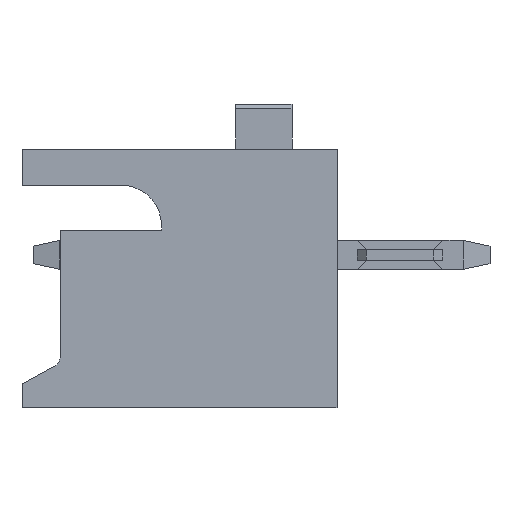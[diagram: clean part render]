
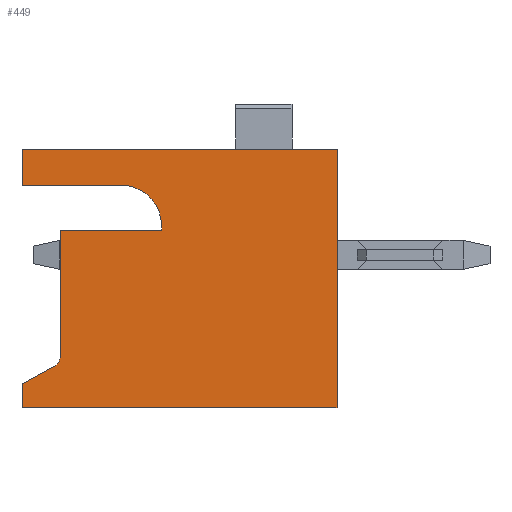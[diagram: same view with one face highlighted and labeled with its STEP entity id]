
A CAD part, left-side view. The second image highlights one B-rep face of the part: STEP entity #449.
In plain terms, the highlighted planar face has unit normal (-1, 0, 0).
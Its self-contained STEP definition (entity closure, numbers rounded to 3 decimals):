
#97 = EDGE_CURVE ( 'NONE', #3616, #1907, #603, .T. ) ;
#112 = CARTESIAN_POINT ( 'NONE',  ( -3.7, 3.5, 2.875 ) ) ;
#150 = VERTEX_POINT ( 'NONE', #4060 ) ;
#333 = EDGE_CURVE ( 'NONE', #1839, #2433, #3844, .T. ) ;
#416 = CARTESIAN_POINT ( 'NONE',  ( -3.7, 1.3, 1.175 ) ) ;
#449 = ADVANCED_FACE ( 'NONE', ( #3822 ), #5270, .F. ) ;
#476 = DIRECTION ( 'NONE',  ( 0., -1., 0. ) ) ;
#549 = CARTESIAN_POINT ( 'NONE',  ( -3.7, 1.3, 2.075 ) ) ;
#603 = LINE ( 'NONE', #825, #3384 ) ;
#625 = DIRECTION ( 'NONE',  ( 0., 0., -1. ) ) ;
#636 = VECTOR ( 'NONE', #4368, 1000. ) ;
#667 = EDGE_CURVE ( 'NONE', #4613, #1266, #5177, .T. ) ;
#762 = EDGE_CURVE ( 'NONE', #1266, #3616, #4462, .T. ) ;
#791 = CARTESIAN_POINT ( 'NONE',  ( -3.7, 2.9, -1.727 ) ) ;
#805 = ORIENTED_EDGE ( 'NONE', *, *, #2068, .T. ) ;
#825 = CARTESIAN_POINT ( 'NONE',  ( -3.7, 2.78, -1.946 ) ) ;
#854 = AXIS2_PLACEMENT_3D ( 'NONE', #3468, #1556, #625 ) ;
#855 = CARTESIAN_POINT ( 'NONE',  ( -3.7, 2.65, 1.075 ) ) ;
#937 = VECTOR ( 'NONE', #1133, 1000. ) ;
#1089 = VECTOR ( 'NONE', #3860, 1000. ) ;
#1133 = DIRECTION ( 'NONE',  ( 0., 0., -1. ) ) ;
#1159 = ORIENTED_EDGE ( 'NONE', *, *, #1572, .T. ) ;
#1219 = DIRECTION ( 'NONE',  ( 0., 0., -1. ) ) ;
#1222 = CARTESIAN_POINT ( 'NONE',  ( -3.7, 0.4, 1.175 ) ) ;
#1266 = VERTEX_POINT ( 'NONE', #3295 ) ;
#1289 = EDGE_CURVE ( 'NONE', #2507, #4613, #2239, .T. ) ;
#1310 = CARTESIAN_POINT ( 'NONE',  ( -3.7, 0.4, 1.075 ) ) ;
#1313 = DIRECTION ( 'NONE',  ( 1., 0., 0. ) ) ;
#1391 = CARTESIAN_POINT ( 'NONE',  ( -3.7, 3.5, 2.075 ) ) ;
#1407 = EDGE_CURVE ( 'NONE', #5666, #2507, #2688, .T. ) ;
#1518 = CARTESIAN_POINT ( 'NONE',  ( -3.7, 3.5, -2.34 ) ) ;
#1556 = DIRECTION ( 'NONE',  ( 1., 0., 0. ) ) ;
#1572 = EDGE_CURVE ( 'NONE', #1829, #4242, #4448, .T. ) ;
#1719 = CARTESIAN_POINT ( 'NONE',  ( -3.7, 2.78, -1.946 ) ) ;
#1741 = CARTESIAN_POINT ( 'NONE',  ( -3.7, 3.5, 2.075 ) ) ;
#1829 = VERTEX_POINT ( 'NONE', #5508 ) ;
#1839 = VERTEX_POINT ( 'NONE', #3224 ) ;
#1885 = DIRECTION ( 'NONE',  ( 0., 0., -1. ) ) ;
#1907 = VERTEX_POINT ( 'NONE', #1518 ) ;
#1919 = DIRECTION ( 'NONE',  ( 1., 0., 0. ) ) ;
#2050 = ORIENTED_EDGE ( 'NONE', *, *, #1407, .T. ) ;
#2068 = EDGE_CURVE ( 'NONE', #5305, #5666, #5779, .T. ) ;
#2075 = LINE ( 'NONE', #4842, #937 ) ;
#2096 = VECTOR ( 'NONE', #3122, 1000. ) ;
#2199 = CARTESIAN_POINT ( 'NONE',  ( -3.7, 3.5, 2.875 ) ) ;
#2239 = LINE ( 'NONE', #1310, #3946 ) ;
#2292 = CARTESIAN_POINT ( 'NONE',  ( -3.7, 2.65, 1.075 ) ) ;
#2314 = ORIENTED_EDGE ( 'NONE', *, *, #3307, .T. ) ;
#2344 = DIRECTION ( 'NONE',  ( 0., 1., 0. ) ) ;
#2433 = VERTEX_POINT ( 'NONE', #1741 ) ;
#2507 = VERTEX_POINT ( 'NONE', #2598 ) ;
#2537 = LINE ( 'NONE', #3881, #1089 ) ;
#2581 = VECTOR ( 'NONE', #3811, 1000. ) ;
#2598 = CARTESIAN_POINT ( 'NONE',  ( -3.7, 0.4, 1.075 ) ) ;
#2688 = LINE ( 'NONE', #1222, #4528 ) ;
#2750 = VECTOR ( 'NONE', #1219, 1000. ) ;
#2871 = ORIENTED_EDGE ( 'NONE', *, *, #5545, .F. ) ;
#2899 = LINE ( 'NONE', #1391, #5311 ) ;
#3122 = DIRECTION ( 'NONE',  ( 0., 0., -1. ) ) ;
#3224 = CARTESIAN_POINT ( 'NONE',  ( -3.7, 3.5, 2.875 ) ) ;
#3295 = CARTESIAN_POINT ( 'NONE',  ( -3.7, 2.65, -1.727 ) ) ;
#3307 = EDGE_CURVE ( 'NONE', #2433, #5305, #2899, .T. ) ;
#3384 = VECTOR ( 'NONE', #5427, 1000. ) ;
#3433 = CARTESIAN_POINT ( 'NONE',  ( -3.7, -3.5, -2.875 ) ) ;
#3463 = EDGE_CURVE ( 'NONE', #150, #4242, #2075, .T. ) ;
#3468 = CARTESIAN_POINT ( 'NONE',  ( -3.7, -3.5, 2.875 ) ) ;
#3522 = CARTESIAN_POINT ( 'NONE',  ( -3.7, 0.4, 1.175 ) ) ;
#3616 = VERTEX_POINT ( 'NONE', #1719 ) ;
#3811 = DIRECTION ( 'NONE',  ( 0., 0., -1. ) ) ;
#3822 = FACE_OUTER_BOUND ( 'NONE', #5069, .T. ) ;
#3844 = LINE ( 'NONE', #112, #2581 ) ;
#3860 = DIRECTION ( 'NONE',  ( 0., -1., 0. ) ) ;
#3881 = CARTESIAN_POINT ( 'NONE',  ( -3.7, -3.5, 2.875 ) ) ;
#3946 = VECTOR ( 'NONE', #2344, 1000. ) ;
#3994 = LINE ( 'NONE', #2199, #2750 ) ;
#4049 = DIRECTION ( 'NONE',  ( 0., 0., -1. ) ) ;
#4060 = CARTESIAN_POINT ( 'NONE',  ( -3.7, -3.5, 2.875 ) ) ;
#4242 = VERTEX_POINT ( 'NONE', #4710 ) ;
#4368 = DIRECTION ( 'NONE',  ( 0., -1., 0. ) ) ;
#4398 = ORIENTED_EDGE ( 'NONE', *, *, #97, .T. ) ;
#4448 = LINE ( 'NONE', #3433, #636 ) ;
#4462 = CIRCLE ( 'NONE', #5896, 0.25 ) ;
#4502 = ORIENTED_EDGE ( 'NONE', *, *, #5876, .T. ) ;
#4528 = VECTOR ( 'NONE', #4049, 1000. ) ;
#4613 = VERTEX_POINT ( 'NONE', #2292 ) ;
#4710 = CARTESIAN_POINT ( 'NONE',  ( -3.7, -3.5, -2.875 ) ) ;
#4740 = AXIS2_PLACEMENT_3D ( 'NONE', #416, #1919, #1885 ) ;
#4842 = CARTESIAN_POINT ( 'NONE',  ( -3.7, -3.5, 2.875 ) ) ;
#4857 = ORIENTED_EDGE ( 'NONE', *, *, #667, .T. ) ;
#5069 = EDGE_LOOP ( 'NONE', ( #5641, #4398, #4502, #1159, #5233, #2871, #5217, #2314, #805, #2050, #5653, #4857 ) ) ;
#5177 = LINE ( 'NONE', #855, #2096 ) ;
#5217 = ORIENTED_EDGE ( 'NONE', *, *, #333, .T. ) ;
#5233 = ORIENTED_EDGE ( 'NONE', *, *, #3463, .F. ) ;
#5270 = PLANE ( 'NONE',  #854 ) ;
#5305 = VERTEX_POINT ( 'NONE', #549 ) ;
#5311 = VECTOR ( 'NONE', #476, 1000. ) ;
#5427 = DIRECTION ( 'NONE',  ( 0., 0.877, -0.48 ) ) ;
#5508 = CARTESIAN_POINT ( 'NONE',  ( -3.7, 3.5, -2.875 ) ) ;
#5545 = EDGE_CURVE ( 'NONE', #1839, #150, #2537, .T. ) ;
#5641 = ORIENTED_EDGE ( 'NONE', *, *, #762, .T. ) ;
#5653 = ORIENTED_EDGE ( 'NONE', *, *, #1289, .T. ) ;
#5666 = VERTEX_POINT ( 'NONE', #3522 ) ;
#5779 = CIRCLE ( 'NONE', #4740, 0.9 ) ;
#5876 = EDGE_CURVE ( 'NONE', #1907, #1829, #3994, .T. ) ;
#5896 = AXIS2_PLACEMENT_3D ( 'NONE', #791, #1313, #5952 ) ;
#5952 = DIRECTION ( 'NONE',  ( 0., 0., -1. ) ) ;
